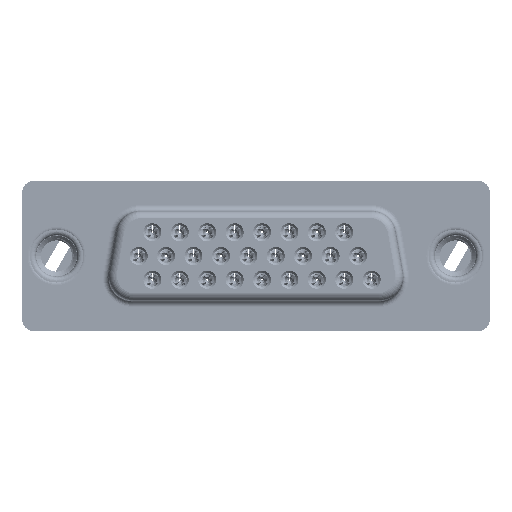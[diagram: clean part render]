
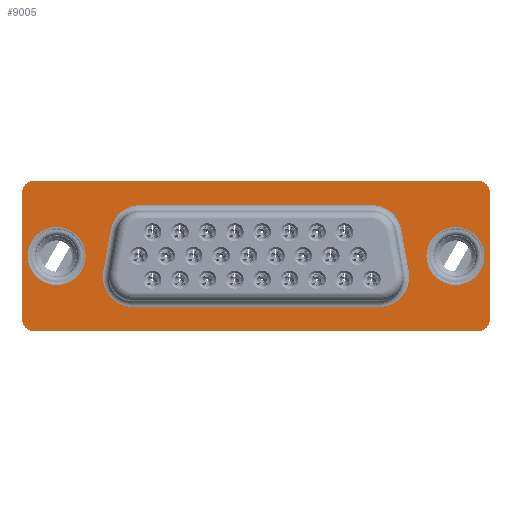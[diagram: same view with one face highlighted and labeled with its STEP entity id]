
A CAD part, front view. The second image highlights one B-rep face of the part: STEP entity #9005.
In plain terms, the highlighted face is planar.
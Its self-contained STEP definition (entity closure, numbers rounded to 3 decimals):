
#7888=CARTESIAN_POINT('',(18.55,0.,5.275));
#7889=DIRECTION('',(0.,1.,0.));
#7890=DIRECTION('',(0.,0.,1.));
#7891=AXIS2_PLACEMENT_3D('',#7888,#7889,#7890);
#7893=DIRECTION('',(1.,0.,0.));
#7894=VECTOR('',#7893,37.1);
#7895=CARTESIAN_POINT('',(-18.55,0.,6.275));
#7896=LINE('',#7895,#7894);
#7897=CARTESIAN_POINT('',(-18.55,0.,5.275));
#7898=DIRECTION('',(0.,1.,0.));
#7899=DIRECTION('',(-1.,0.,0.));
#7900=AXIS2_PLACEMENT_3D('',#7897,#7898,#7899);
#7902=DIRECTION('',(0.,0.,1.));
#7903=VECTOR('',#7902,10.55);
#7904=CARTESIAN_POINT('',(-19.55,0.,-5.275));
#7905=LINE('',#7904,#7903);
#7906=CARTESIAN_POINT('',(-18.55,0.,-5.275));
#7907=DIRECTION('',(0.,1.,0.));
#7908=DIRECTION('',(0.,0.,-1.));
#7909=AXIS2_PLACEMENT_3D('',#7906,#7907,#7908);
#7911=DIRECTION('',(-1.,0.,0.));
#7912=VECTOR('',#7911,37.1);
#7913=CARTESIAN_POINT('',(18.55,0.,-6.275));
#7914=LINE('',#7913,#7912);
#7915=CARTESIAN_POINT('',(18.55,0.,-5.275));
#7916=DIRECTION('',(0.,1.,0.));
#7917=DIRECTION('',(1.,0.,0.));
#7918=AXIS2_PLACEMENT_3D('',#7915,#7916,#7917);
#7920=DIRECTION('',(0.,0.,-1.));
#7921=VECTOR('',#7920,10.55);
#7922=CARTESIAN_POINT('',(19.55,0.,5.275));
#7923=LINE('',#7922,#7921);
#8446=CARTESIAN_POINT('',(-9.683,0.,1.75));
#8447=DIRECTION('',(0.,1.,0.));
#8448=DIRECTION('',(-0.985,0.,0.174));
#8449=AXIS2_PLACEMENT_3D('',#8446,#8447,#8448);
#8451=DIRECTION('',(0.174,0.,0.985));
#8452=VECTOR('',#8451,3.554);
#8453=CARTESIAN_POINT('',(-12.762,0.,-1.316));
#8454=LINE('',#8453,#8452);
#8465=CARTESIAN_POINT('',(-10.3,0.,-1.75));
#8466=DIRECTION('',(0.,1.,0.));
#8467=DIRECTION('',(0.,0.,-1.));
#8468=AXIS2_PLACEMENT_3D('',#8465,#8466,#8467);
#8475=DIRECTION('',(-1.,0.,0.));
#8476=VECTOR('',#8475,20.6);
#8477=CARTESIAN_POINT('',(10.3,0.,-4.25));
#8478=LINE('',#8477,#8476);
#8484=CARTESIAN_POINT('',(10.3,0.,-1.75));
#8485=DIRECTION('',(0.,1.,0.));
#8486=DIRECTION('',(0.985,0.,0.174));
#8487=AXIS2_PLACEMENT_3D('',#8484,#8485,#8486);
#8494=DIRECTION('',(0.174,0.,-0.985));
#8495=VECTOR('',#8494,3.554);
#8496=CARTESIAN_POINT('',(12.145,0.,2.184));
#8497=LINE('',#8496,#8495);
#8503=CARTESIAN_POINT('',(9.683,0.,1.75));
#8504=DIRECTION('',(0.,1.,0.));
#8505=DIRECTION('',(0.,0.,1.));
#8506=AXIS2_PLACEMENT_3D('',#8503,#8504,#8505);
#8513=DIRECTION('',(1.,0.,0.));
#8514=VECTOR('',#8513,19.366);
#8515=CARTESIAN_POINT('',(-9.683,0.,4.25));
#8516=LINE('',#8515,#8514);
#8630=CARTESIAN_POINT('',(-16.66,0.,0.));
#8631=DIRECTION('',(0.,1.,0.));
#8632=DIRECTION('',(-1.,0.,0.));
#8633=AXIS2_PLACEMENT_3D('',#8630,#8631,#8632);
#8635=CARTESIAN_POINT('',(-16.66,0.,0.));
#8636=DIRECTION('',(0.,1.,0.));
#8637=DIRECTION('',(1.,0.,0.));
#8638=AXIS2_PLACEMENT_3D('',#8635,#8636,#8637);
#8734=CARTESIAN_POINT('',(16.66,0.,0.));
#8735=DIRECTION('',(0.,1.,0.));
#8736=DIRECTION('',(-1.,0.,0.));
#8737=AXIS2_PLACEMENT_3D('',#8734,#8735,#8736);
#8739=CARTESIAN_POINT('',(16.66,0.,0.));
#8740=DIRECTION('',(0.,1.,0.));
#8741=DIRECTION('',(1.,0.,0.));
#8742=AXIS2_PLACEMENT_3D('',#8739,#8740,#8741);
#8744=CARTESIAN_POINT('',(18.55,0.,6.275));
#8745=CARTESIAN_POINT('',(19.55,0.,5.275));
#8746=VERTEX_POINT('',#8744);
#8747=VERTEX_POINT('',#8745);
#8752=CARTESIAN_POINT('',(19.55,0.,-5.275));
#8753=CARTESIAN_POINT('',(18.55,0.,-6.275));
#8754=VERTEX_POINT('',#8752);
#8755=VERTEX_POINT('',#8753);
#8760=CARTESIAN_POINT('',(-18.55,0.,-6.275));
#8761=CARTESIAN_POINT('',(-19.55,0.,-5.275));
#8762=VERTEX_POINT('',#8760);
#8763=VERTEX_POINT('',#8761);
#8768=CARTESIAN_POINT('',(-19.55,0.,5.275));
#8769=CARTESIAN_POINT('',(-18.55,0.,6.275));
#8770=VERTEX_POINT('',#8768);
#8771=VERTEX_POINT('',#8769);
#8776=CARTESIAN_POINT('',(-14.24,0.,0.));
#8778=VERTEX_POINT('',#8776);
#8782=CARTESIAN_POINT('',(-19.08,0.,0.));
#8784=VERTEX_POINT('',#8782);
#8800=CARTESIAN_POINT('',(19.08,0.,0.));
#8802=VERTEX_POINT('',#8800);
#8806=CARTESIAN_POINT('',(14.24,0.,0.));
#8808=VERTEX_POINT('',#8806);
#8824=CARTESIAN_POINT('',(-12.762,0.,-1.316));
#8826=VERTEX_POINT('',#8824);
#8830=CARTESIAN_POINT('',(-12.145,0.,2.184));
#8832=VERTEX_POINT('',#8830);
#8836=CARTESIAN_POINT('',(-9.683,0.,4.25));
#8838=VERTEX_POINT('',#8836);
#8842=CARTESIAN_POINT('',(9.683,0.,4.25));
#8844=VERTEX_POINT('',#8842);
#8848=CARTESIAN_POINT('',(12.145,0.,2.184));
#8850=VERTEX_POINT('',#8848);
#8854=CARTESIAN_POINT('',(12.762,0.,-1.316));
#8856=VERTEX_POINT('',#8854);
#8860=CARTESIAN_POINT('',(10.3,0.,-4.25));
#8862=VERTEX_POINT('',#8860);
#8866=CARTESIAN_POINT('',(-10.3,0.,-4.25));
#8868=VERTEX_POINT('',#8866);
#8952=CARTESIAN_POINT('',(0.,0.,0.));
#8953=DIRECTION('',(0.,1.,0.));
#8954=DIRECTION('',(1.,0.,0.));
#8955=AXIS2_PLACEMENT_3D('',#8952,#8953,#8954);
#8956=PLANE('',#8955);
#8958=ORIENTED_EDGE('',*,*,#8957,.F.);
#8960=ORIENTED_EDGE('',*,*,#8959,.F.);
#8962=ORIENTED_EDGE('',*,*,#8961,.F.);
#8964=ORIENTED_EDGE('',*,*,#8963,.F.);
#8966=ORIENTED_EDGE('',*,*,#8965,.F.);
#8968=ORIENTED_EDGE('',*,*,#8967,.F.);
#8970=ORIENTED_EDGE('',*,*,#8969,.F.);
#8972=ORIENTED_EDGE('',*,*,#8971,.F.);
#8973=EDGE_LOOP('',(#8958,#8960,#8962,#8964,#8966,#8968,#8970,#8972));
#8974=FACE_OUTER_BOUND('',#8973,.F.);
#8976=ORIENTED_EDGE('',*,*,#8975,.T.);
#8978=ORIENTED_EDGE('',*,*,#8977,.T.);
#8980=ORIENTED_EDGE('',*,*,#8979,.T.);
#8982=ORIENTED_EDGE('',*,*,#8981,.T.);
#8984=ORIENTED_EDGE('',*,*,#8983,.T.);
#8986=ORIENTED_EDGE('',*,*,#8985,.T.);
#8988=ORIENTED_EDGE('',*,*,#8987,.T.);
#8990=ORIENTED_EDGE('',*,*,#8989,.T.);
#8991=EDGE_LOOP('',(#8976,#8978,#8980,#8982,#8984,#8986,#8988,#8990));
#8992=FACE_BOUND('',#8991,.F.);
#8994=ORIENTED_EDGE('',*,*,#8993,.T.);
#8996=ORIENTED_EDGE('',*,*,#8995,.T.);
#8997=EDGE_LOOP('',(#8994,#8996));
#8998=FACE_BOUND('',#8997,.F.);
#9000=ORIENTED_EDGE('',*,*,#8999,.T.);
#9002=ORIENTED_EDGE('',*,*,#9001,.T.);
#9003=EDGE_LOOP('',(#9000,#9002));
#9004=FACE_BOUND('',#9003,.F.);
#9005=ADVANCED_FACE('',(#8974,#8992,#8998,#9004),#8956,.T.);
#7892=CIRCLE('',#7891,1.);
#7901=CIRCLE('',#7900,1.);
#7910=CIRCLE('',#7909,1.);
#7919=CIRCLE('',#7918,1.);
#8450=CIRCLE('',#8449,2.5);
#8469=CIRCLE('',#8468,2.5);
#8488=CIRCLE('',#8487,2.5);
#8507=CIRCLE('',#8506,2.5);
#8634=CIRCLE('',#8633,2.42);
#8639=CIRCLE('',#8638,2.42);
#8738=CIRCLE('',#8737,2.42);
#8743=CIRCLE('',#8742,2.42);
#8957=EDGE_CURVE('',#8746,#8747,#7892,.T.);
#8959=EDGE_CURVE('',#8771,#8746,#7896,.T.);
#8961=EDGE_CURVE('',#8770,#8771,#7901,.T.);
#8963=EDGE_CURVE('',#8763,#8770,#7905,.T.);
#8965=EDGE_CURVE('',#8762,#8763,#7910,.T.);
#8967=EDGE_CURVE('',#8755,#8762,#7914,.T.);
#8969=EDGE_CURVE('',#8754,#8755,#7919,.T.);
#8971=EDGE_CURVE('',#8747,#8754,#7923,.T.);
#8975=EDGE_CURVE('',#8826,#8832,#8454,.T.);
#8977=EDGE_CURVE('',#8832,#8838,#8450,.T.);
#8979=EDGE_CURVE('',#8838,#8844,#8516,.T.);
#8981=EDGE_CURVE('',#8844,#8850,#8507,.T.);
#8983=EDGE_CURVE('',#8850,#8856,#8497,.T.);
#8985=EDGE_CURVE('',#8856,#8862,#8488,.T.);
#8987=EDGE_CURVE('',#8862,#8868,#8478,.T.);
#8989=EDGE_CURVE('',#8868,#8826,#8469,.T.);
#8993=EDGE_CURVE('',#8778,#8784,#8639,.T.);
#8995=EDGE_CURVE('',#8784,#8778,#8634,.T.);
#8999=EDGE_CURVE('',#8802,#8808,#8743,.T.);
#9001=EDGE_CURVE('',#8808,#8802,#8738,.T.);
